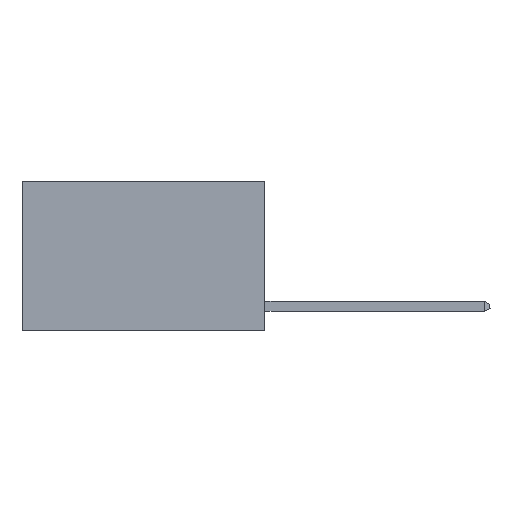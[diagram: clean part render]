
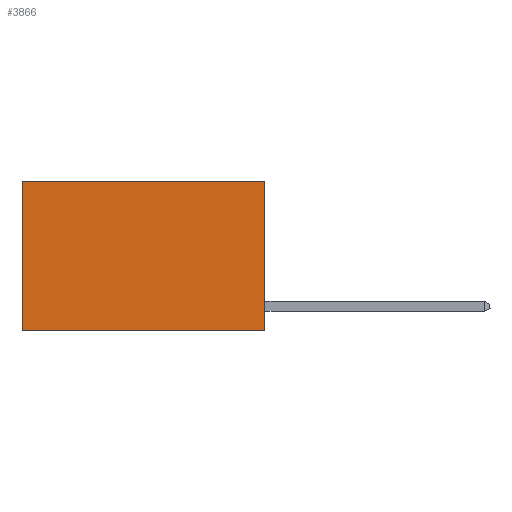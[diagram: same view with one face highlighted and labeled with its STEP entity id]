
A CAD part, left-side view. The second image highlights one B-rep face of the part: STEP entity #3866.
In plain terms, the highlighted planar face has unit normal (-1, 0, 0).
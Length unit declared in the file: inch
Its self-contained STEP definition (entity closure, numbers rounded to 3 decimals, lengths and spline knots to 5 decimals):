
#125 = LINE ( 'NONE', #13256, #8455 ) ;
#624 = LINE ( 'NONE', #10091, #8957 ) ;
#1299 = VERTEX_POINT ( 'NONE', #9228 ) ;
#2857 = LINE ( 'NONE', #17345, #19969 ) ;
#3866 = ADVANCED_FACE ( 'NONE', ( #6405 ), #15699, .F. ) ;
#4050 = CARTESIAN_POINT ( 'NONE',  ( 0.2625, 0.6, 0. ) ) ;
#4216 = EDGE_CURVE ( 'NONE', #17022, #1299, #125, .T. ) ;
#4921 = EDGE_CURVE ( 'NONE', #7423, #8844, #20813, .T. ) ;
#5266 = ORIENTED_EDGE ( 'NONE', *, *, #20432, .T. ) ;
#5751 = CARTESIAN_POINT ( 'NONE',  ( 0.2625, 0., 0. ) ) ;
#6405 = FACE_OUTER_BOUND ( 'NONE', #8707, .T. ) ;
#6455 = ORIENTED_EDGE ( 'NONE', *, *, #6787, .F. ) ;
#6787 = EDGE_CURVE ( 'NONE', #1299, #8844, #2857, .T. ) ;
#7423 = VERTEX_POINT ( 'NONE', #4050 ) ;
#7438 = DIRECTION ( 'NONE',  ( 1., 0., 0. ) ) ;
#8381 = CARTESIAN_POINT ( 'NONE',  ( 0.2625, 0.6, -0.37 ) ) ;
#8455 = VECTOR ( 'NONE', #19830, 39.37008 ) ;
#8707 = EDGE_LOOP ( 'NONE', ( #9812, #6455, #9657, #5266 ) ) ;
#8844 = VERTEX_POINT ( 'NONE', #8381 ) ;
#8957 = VECTOR ( 'NONE', #15104, 39.37008 ) ;
#9228 = CARTESIAN_POINT ( 'NONE',  ( 0.2625, 0., -0.37 ) ) ;
#9657 = ORIENTED_EDGE ( 'NONE', *, *, #4216, .F. ) ;
#9812 = ORIENTED_EDGE ( 'NONE', *, *, #4921, .T. ) ;
#9963 = CARTESIAN_POINT ( 'NONE',  ( 0.2625, 0.6, 0. ) ) ;
#10091 = CARTESIAN_POINT ( 'NONE',  ( 0.2625, 0., 0. ) ) ;
#12060 = VECTOR ( 'NONE', #19878, 39.37008 ) ;
#13256 = CARTESIAN_POINT ( 'NONE',  ( 0.2625, 0., 0. ) ) ;
#15104 = DIRECTION ( 'NONE',  ( 0., 1., 0. ) ) ;
#15699 = PLANE ( 'NONE',  #21257 ) ;
#17022 = VERTEX_POINT ( 'NONE', #21258 ) ;
#17345 = CARTESIAN_POINT ( 'NONE',  ( 0.2625, 0., -0.37 ) ) ;
#19009 = DIRECTION ( 'NONE',  ( 0., 0., -1. ) ) ;
#19020 = DIRECTION ( 'NONE',  ( 0., 1., 0. ) ) ;
#19830 = DIRECTION ( 'NONE',  ( 0., 0., -1. ) ) ;
#19878 = DIRECTION ( 'NONE',  ( 0., 0., -1. ) ) ;
#19969 = VECTOR ( 'NONE', #19020, 39.37008 ) ;
#20432 = EDGE_CURVE ( 'NONE', #17022, #7423, #624, .T. ) ;
#20813 = LINE ( 'NONE', #9963, #12060 ) ;
#21257 = AXIS2_PLACEMENT_3D ( 'NONE', #5751, #7438, #19009 ) ;
#21258 = CARTESIAN_POINT ( 'NONE',  ( 0.2625, 0., 0. ) ) ;
